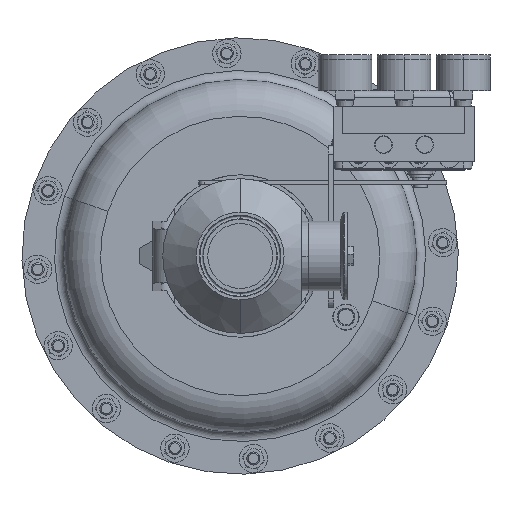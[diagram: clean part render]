
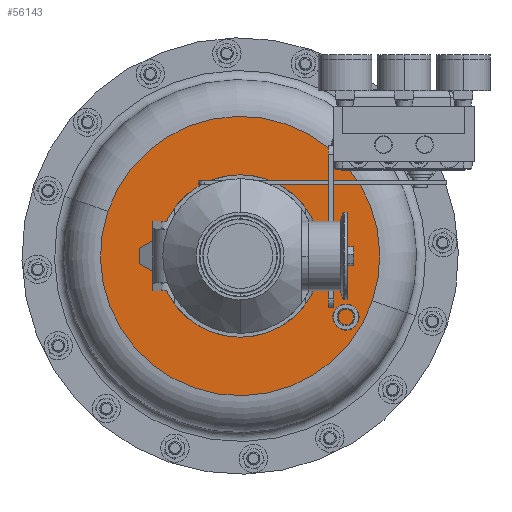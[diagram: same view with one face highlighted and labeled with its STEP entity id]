
A CAD part, front view. The second image highlights one B-rep face of the part: STEP entity #56143.
In plain terms, the highlighted planar face has unit normal (0, -1, 0).
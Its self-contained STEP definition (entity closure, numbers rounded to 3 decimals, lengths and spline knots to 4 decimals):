
#10626 = CARTESIAN_POINT ( 'NONE',  ( -3.7877, 9.66, 1.2858 ) ) ;
#14547 = DIRECTION ( 'NONE',  ( 0.947, 0., -0.321 ) ) ;
#28072 = VERTEX_POINT ( 'NONE', #10626 ) ;
#34728 = CARTESIAN_POINT ( 'NONE',  ( 0., 9.66, 0. ) ) ;
#37731 = CARTESIAN_POINT ( 'NONE',  ( 0., 9.66, 0. ) ) ;
#41300 = PLANE ( 'NONE',  #54185 ) ;
#42088 = CIRCLE ( 'NONE', #101430, 4. ) ;
#43049 = CIRCLE ( 'NONE', #78330, 4. ) ;
#45390 = DIRECTION ( 'NONE',  ( 0., 1., 0. ) ) ;
#48718 = ORIENTED_EDGE ( 'NONE', *, *, #74116, .F. ) ;
#54185 = AXIS2_PLACEMENT_3D ( 'NONE', #97963, #96935, #56588 ) ;
#56143 = ADVANCED_FACE ( 'NONE', ( #65040 ), #41300, .T. ) ;
#56588 = DIRECTION ( 'NONE',  ( -0.947, 0., 0.321 ) ) ;
#65040 = FACE_OUTER_BOUND ( 'NONE', #65451, .T. ) ;
#65451 = EDGE_LOOP ( 'NONE', ( #48718, #86371 ) ) ;
#68841 = CARTESIAN_POINT ( 'NONE',  ( 3.7877, 9.66, -1.2858 ) ) ;
#71143 = VERTEX_POINT ( 'NONE', #68841 ) ;
#74116 = EDGE_CURVE ( 'NONE', #71143, #28072, #42088, .T. ) ;
#74343 = DIRECTION ( 'NONE',  ( 0., 1., 0. ) ) ;
#78330 = AXIS2_PLACEMENT_3D ( 'NONE', #37731, #45390, #14547 ) ;
#85351 = EDGE_CURVE ( 'NONE', #28072, #71143, #43049, .T. ) ;
#86371 = ORIENTED_EDGE ( 'NONE', *, *, #85351, .F. ) ;
#89692 = DIRECTION ( 'NONE',  ( 0.947, 0., -0.321 ) ) ;
#96935 = DIRECTION ( 'NONE',  ( 0., -1., 0. ) ) ;
#97963 = CARTESIAN_POINT ( 'NONE',  ( -1.2858, 9.66, -3.7877 ) ) ;
#101430 = AXIS2_PLACEMENT_3D ( 'NONE', #34728, #74343, #89692 ) ;
